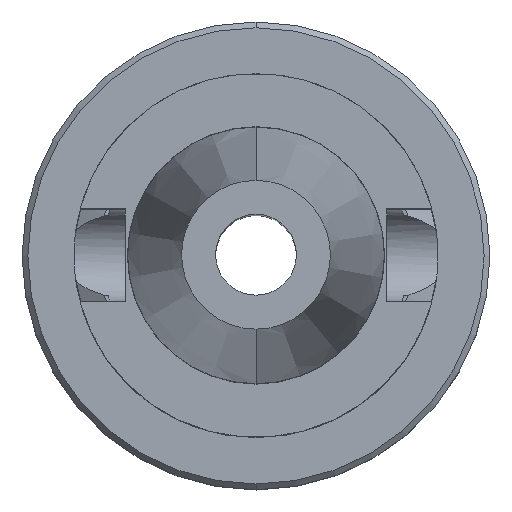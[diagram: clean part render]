
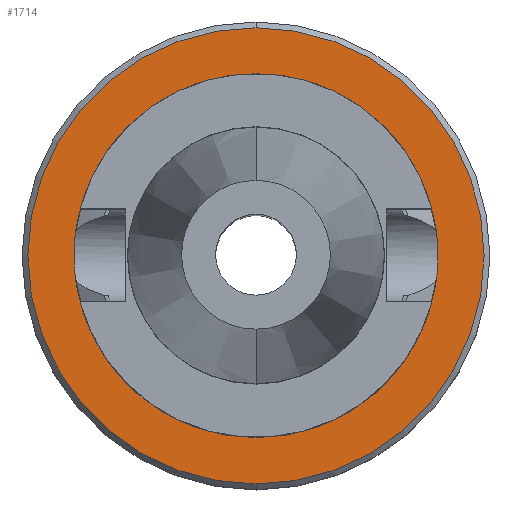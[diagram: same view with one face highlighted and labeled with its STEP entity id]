
A CAD part, top view. The second image highlights one B-rep face of the part: STEP entity #1714.
In plain terms, the highlighted planar face has unit normal (0, 0, 1).
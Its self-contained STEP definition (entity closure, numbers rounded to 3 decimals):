
#680=CARTESIAN_POINT('',(0.,0.,-47.));
#681=DIRECTION('',(0.,0.,1.));
#682=DIRECTION('',(0.,1.,0.));
#683=AXIS2_PLACEMENT_3D('',#680,#681,#682);
#688=CARTESIAN_POINT('',(0.,0.,-47.));
#689=DIRECTION('',(0.,0.,-1.));
#690=DIRECTION('',(0.,1.,0.));
#691=AXIS2_PLACEMENT_3D('',#688,#689,#690);
#704=CARTESIAN_POINT('',(0.,0.,-47.));
#705=DIRECTION('',(0.,0.,-1.));
#706=DIRECTION('',(0.,1.,0.));
#707=AXIS2_PLACEMENT_3D('',#704,#705,#706);
#720=CARTESIAN_POINT('',(0.,0.,-47.));
#721=DIRECTION('',(0.,0.,1.));
#722=DIRECTION('',(0.,1.,0.));
#723=AXIS2_PLACEMENT_3D('',#720,#721,#722);
#1141=CARTESIAN_POINT('',(0.,39.5,-47.));
#1142=VERTEX_POINT('',#1141);
#1149=CARTESIAN_POINT('',(0.,-39.5,-47.));
#1150=VERTEX_POINT('',#1149);
#1151=CARTESIAN_POINT('',(0.,25.5,-47.));
#1152=VERTEX_POINT('',#1151);
#1153=CARTESIAN_POINT('',(0.,-25.5,-47.));
#1154=VERTEX_POINT('',#1153);
#1699=CARTESIAN_POINT('',(0.,0.,-47.));
#1700=DIRECTION('',(0.,0.,1.));
#1701=DIRECTION('',(0.,1.,0.));
#1702=AXIS2_PLACEMENT_3D('',#1699,#1700,#1701);
#1703=PLANE('',#1702);
#1704=ORIENTED_EDGE('',*,*,#1692,.F.);
#1705=ORIENTED_EDGE('',*,*,#1681,.T.);
#1706=EDGE_LOOP('',(#1704,#1705));
#1707=FACE_OUTER_BOUND('',#1706,.F.);
#1709=ORIENTED_EDGE('',*,*,#1708,.F.);
#1711=ORIENTED_EDGE('',*,*,#1710,.T.);
#1712=EDGE_LOOP('',(#1709,#1711));
#1713=FACE_BOUND('',#1712,.F.);
#684=CIRCLE('',#683,39.5);
#692=CIRCLE('',#691,39.5);
#708=CIRCLE('',#707,25.5);
#724=CIRCLE('',#723,25.5);
#1681=EDGE_CURVE('',#1142,#1150,#692,.T.);
#1692=EDGE_CURVE('',#1142,#1150,#684,.T.);
#1708=EDGE_CURVE('',#1152,#1154,#708,.T.);
#1710=EDGE_CURVE('',#1152,#1154,#724,.T.);
#1714=ADVANCED_FACE('',(#1707,#1713),#1703,.T.);
